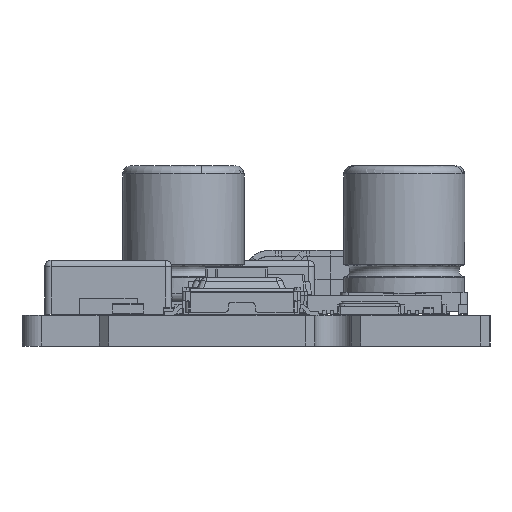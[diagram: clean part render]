
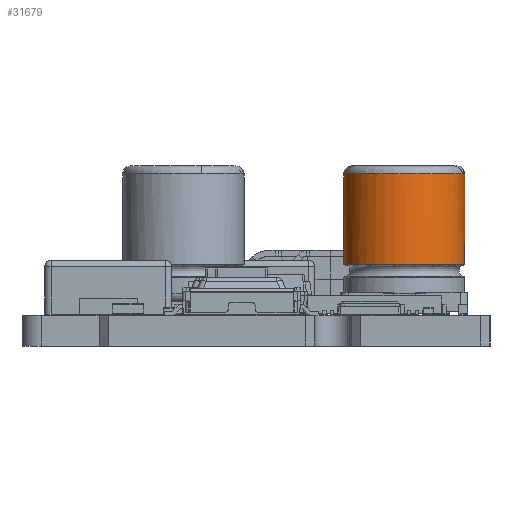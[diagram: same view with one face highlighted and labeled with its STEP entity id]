
A CAD part, left-side view. The second image highlights one B-rep face of the part: STEP entity #31679.
In plain terms, the highlighted cylindrical face has radius 3.15 mm (diameter 6.3 mm), a full revolution.
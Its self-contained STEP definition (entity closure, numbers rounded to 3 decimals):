
#31345 = VERTEX_POINT('',#31346);
#31346 = CARTESIAN_POINT('',(-3.15,0.,2.593));
#31352 = EDGE_CURVE('',#31345,#31345,#31353,.T.);
#31353 = ( BOUNDED_CURVE() B_SPLINE_CURVE(13,(#31354,#31355,#31356,
    #31357,#31358,#31359,#31360,#31361,#31362,#31363,#31364,#31365,
#31366,#31367),.UNSPECIFIED.,.T.,.F.) B_SPLINE_CURVE_WITH_KNOTS((1,13,13
    ,1),(-19.792,0.,19.792,
39.584),.UNSPECIFIED.) CURVE() GEOMETRIC_REPRESENTATION_ITEM() 
RATIONAL_B_SPLINE_CURVE((1.,1.,1.,1.,
    1.,1.,1.,1.,
    1.,1.,1.,1.,1.,1.)) 
REPRESENTATION_ITEM('') );
#31354 = CARTESIAN_POINT('',(-3.15,0.,2.593));
#31355 = CARTESIAN_POINT('',(-3.15,1.5,
    2.593));
#31356 = CARTESIAN_POINT('',(-2.375,3.035,
    2.593));
#31357 = CARTESIAN_POINT('',(-0.779,4.133,
    2.593));
#31358 = CARTESIAN_POINT('',(1.417,4.302,
    2.593));
#31359 = CARTESIAN_POINT('',(3.314,3.132,
    2.593));
#31360 = CARTESIAN_POINT('',(4.706,1.424,
    2.593));
#31361 = CARTESIAN_POINT('',(4.706,-1.424,
    2.593));
#31362 = CARTESIAN_POINT('',(3.314,-3.132,
    2.593));
#31363 = CARTESIAN_POINT('',(1.417,-4.302,
    2.593));
#31364 = CARTESIAN_POINT('',(-0.779,-4.133,
    2.593));
#31365 = CARTESIAN_POINT('',(-2.375,-3.035,
    2.593));
#31366 = CARTESIAN_POINT('',(-3.15,-1.5,2.593));
#31367 = CARTESIAN_POINT('',(-3.15,0.,2.593));
#31679 = ADVANCED_FACE('',(#31680),#31726,.T.);
#31680 = FACE_BOUND('',#31681,.T.);
#31681 = EDGE_LOOP('',(#31682,#31683,#31691,#31700,#31709,#31718,#31725)
  );
#31682 = ORIENTED_EDGE('',*,*,#31352,.F.);
#31683 = ORIENTED_EDGE('',*,*,#31684,.T.);
#31684 = EDGE_CURVE('',#31345,#31685,#31687,.T.);
#31685 = VERTEX_POINT('',#31686);
#31686 = CARTESIAN_POINT('',(-3.15,0.,7.28));
#31687 = LINE('',#31688,#31689);
#31688 = CARTESIAN_POINT('',(-3.15,0.,2.563));
#31689 = VECTOR('',#31690,1.);
#31690 = DIRECTION('',(0.,0.,1.));
#31691 = ORIENTED_EDGE('',*,*,#31692,.T.);
#31692 = EDGE_CURVE('',#31685,#31693,#31695,.T.);
#31693 = VERTEX_POINT('',#31694);
#31694 = CARTESIAN_POINT('',(0.945,3.005,7.28));
#31695 = CIRCLE('',#31696,3.15);
#31696 = AXIS2_PLACEMENT_3D('',#31697,#31698,#31699);
#31697 = CARTESIAN_POINT('',(0.,0.,7.28));
#31698 = DIRECTION('',(0.,0.,-1.));
#31699 = DIRECTION('',(-1.,0.,0.));
#31700 = ORIENTED_EDGE('',*,*,#31701,.T.);
#31701 = EDGE_CURVE('',#31693,#31702,#31704,.T.);
#31702 = VERTEX_POINT('',#31703);
#31703 = CARTESIAN_POINT('',(3.15,0.,7.28));
#31704 = CIRCLE('',#31705,3.15);
#31705 = AXIS2_PLACEMENT_3D('',#31706,#31707,#31708);
#31706 = CARTESIAN_POINT('',(0.,0.,7.28));
#31707 = DIRECTION('',(0.,0.,-1.));
#31708 = DIRECTION('',(-1.,0.,0.));
#31709 = ORIENTED_EDGE('',*,*,#31710,.T.);
#31710 = EDGE_CURVE('',#31702,#31711,#31713,.T.);
#31711 = VERTEX_POINT('',#31712);
#31712 = CARTESIAN_POINT('',(0.945,-3.005,7.28));
#31713 = CIRCLE('',#31714,3.15);
#31714 = AXIS2_PLACEMENT_3D('',#31715,#31716,#31717);
#31715 = CARTESIAN_POINT('',(0.,0.,7.28));
#31716 = DIRECTION('',(0.,0.,-1.));
#31717 = DIRECTION('',(-1.,0.,0.));
#31718 = ORIENTED_EDGE('',*,*,#31719,.T.);
#31719 = EDGE_CURVE('',#31711,#31685,#31720,.T.);
#31720 = CIRCLE('',#31721,3.15);
#31721 = AXIS2_PLACEMENT_3D('',#31722,#31723,#31724);
#31722 = CARTESIAN_POINT('',(0.,0.,7.28));
#31723 = DIRECTION('',(0.,0.,-1.));
#31724 = DIRECTION('',(-1.,0.,0.));
#31725 = ORIENTED_EDGE('',*,*,#31684,.F.);
#31726 = CYLINDRICAL_SURFACE('',#31727,3.15);
#31727 = AXIS2_PLACEMENT_3D('',#31728,#31729,#31730);
#31728 = CARTESIAN_POINT('',(0.,0.,2.563));
#31729 = DIRECTION('',(0.,0.,1.));
#31730 = DIRECTION('',(-1.,0.,0.));
